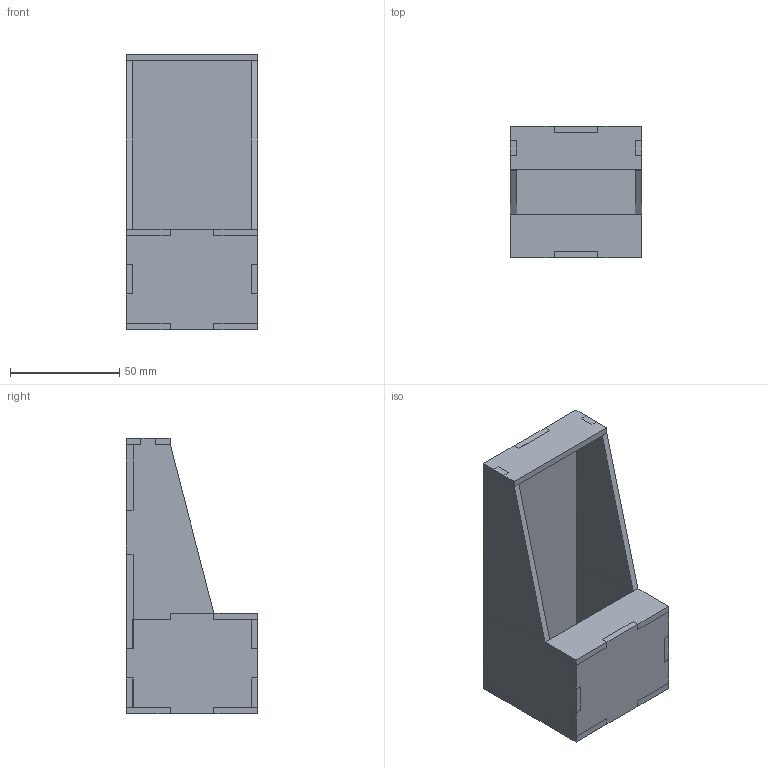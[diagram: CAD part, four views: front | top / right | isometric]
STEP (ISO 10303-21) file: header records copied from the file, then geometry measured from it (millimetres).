
FILE_DESCRIPTION(/* description */ (''),/* implementation_level */ '2;1');
FILE_NAME(/* name */ 'week 04 - mini game machine shell (Alpha) v8.step',/* time_stamp */ '2022-02-14T13:06:54+08:00',/* author */ (''),/* organization */ (''),/* preprocessor_version */ 'ST-DEVELOPER v18.1',/* originating_system */ 'Autodesk Translation Framework v10.13.0.1454',/* authorisation */ '');
FILE_SCHEMA (('AUTOMOTIVE_DESIGN { 1 0 10303 214 3 1 1 }'));
Length unit declared in the file: millimetre
Products named in the file (10): week 04 - mini game machine shell (Alpha); Component1; Component2; Component4; Component5; Component6; Component7; Component10; Component11; Component12
Assembly tree (9 placements, depth 2):
  week 04 - mini game machine shell (Alpha)
    Component1
    Component2
    Component4
    Component5
    Component6
    Component7
    Component10
    Component11
    Component12
Bounding box: 60 x 60.1 x 126 mm (x, y, z)
Volume: 72916.4 mm3; surface area: 54938.9 mm2
Topology: 9 solids, 9 shells, 178 faces, 480 edges, 320 vertices
Faces by surface type: plane 178
Entity records: 5773 total; most frequent: CARTESIAN_POINT 997, ORIENTED_EDGE 960, DIRECTION 874, LINE 480, VECTOR 480, EDGE_CURVE 480, VERTEX_POINT 320, AXIS2_PLACEMENT_3D 197
